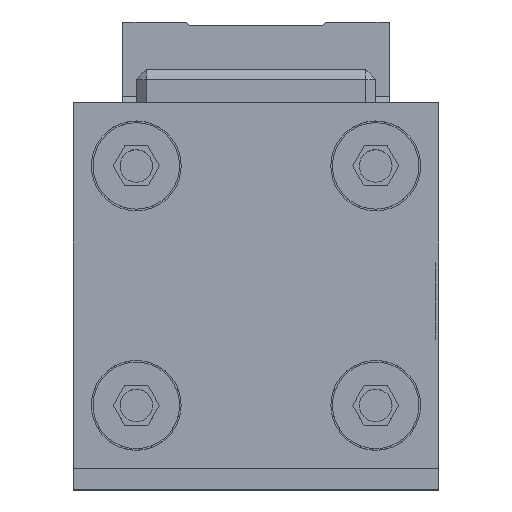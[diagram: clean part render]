
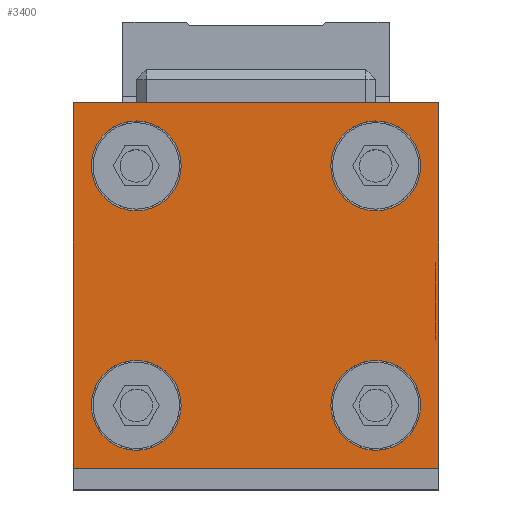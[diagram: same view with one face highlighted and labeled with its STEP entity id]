
A CAD part, top view. The second image highlights one B-rep face of the part: STEP entity #3400.
In plain terms, the highlighted planar face has unit normal (0, 0, 1).
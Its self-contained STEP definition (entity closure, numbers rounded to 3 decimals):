
#78=CIRCLE('',#3658,6.75);
#79=CIRCLE('',#3659,6.75);
#80=CIRCLE('',#3660,6.75);
#81=CIRCLE('',#3661,6.75);
#324=ORIENTED_EDGE('',*,*,#1178,.T.);
#325=ORIENTED_EDGE('',*,*,#1179,.T.);
#326=ORIENTED_EDGE('',*,*,#1180,.T.);
#327=ORIENTED_EDGE('',*,*,#1181,.T.);
#328=ORIENTED_EDGE('',*,*,#1121,.F.);
#329=ORIENTED_EDGE('',*,*,#1130,.F.);
#330=ORIENTED_EDGE('',*,*,#1112,.F.);
#331=ORIENTED_EDGE('',*,*,#1116,.F.);
#1112=EDGE_CURVE('',#1547,#1548,#1881,.T.);
#1116=EDGE_CURVE('',#1551,#1547,#1885,.T.);
#1121=EDGE_CURVE('',#1555,#1551,#1888,.T.);
#1130=EDGE_CURVE('',#1548,#1555,#1897,.T.);
#1178=EDGE_CURVE('',#1598,#1598,#78,.T.);
#1179=EDGE_CURVE('',#1599,#1599,#79,.T.);
#1180=EDGE_CURVE('',#1600,#1600,#80,.T.);
#1181=EDGE_CURVE('',#1601,#1601,#81,.T.);
#1547=VERTEX_POINT('',#5017);
#1548=VERTEX_POINT('',#5018);
#1551=VERTEX_POINT('',#5026);
#1555=VERTEX_POINT('',#5036);
#1598=VERTEX_POINT('',#5158);
#1599=VERTEX_POINT('',#5160);
#1600=VERTEX_POINT('',#5162);
#1601=VERTEX_POINT('',#5164);
#1881=LINE('',#5016,#2255);
#1885=LINE('',#5025,#2259);
#1888=LINE('',#5035,#2262);
#1897=LINE('',#5053,#2271);
#2255=VECTOR('',#4014,1000.);
#2259=VECTOR('',#4020,1000.);
#2262=VECTOR('',#4029,1000.);
#2271=VECTOR('',#4040,1000.);
#2616=EDGE_LOOP('',(#324));
#2617=EDGE_LOOP('',(#325));
#2618=EDGE_LOOP('',(#326));
#2619=EDGE_LOOP('',(#327));
#2620=EDGE_LOOP('',(#328,#329,#330,#331));
#2922=FACE_BOUND('',#2616,.T.);
#2923=FACE_BOUND('',#2617,.T.);
#2924=FACE_BOUND('',#2618,.T.);
#2925=FACE_BOUND('',#2619,.T.);
#2926=FACE_BOUND('',#2620,.T.);
#3215=PLANE('',#3657);
#3400=ADVANCED_FACE('',(#2922,#2923,#2924,#2925,#2926),#3215,.T.);
#3657=AXIS2_PLACEMENT_3D('',#5156,#4135,#4136);
#3658=AXIS2_PLACEMENT_3D('',#5157,#4137,#4138);
#3659=AXIS2_PLACEMENT_3D('',#5159,#4139,#4140);
#3660=AXIS2_PLACEMENT_3D('',#5161,#4141,#4142);
#3661=AXIS2_PLACEMENT_3D('',#5163,#4143,#4144);
#4014=DIRECTION('',(0.,1.,0.));
#4020=DIRECTION('',(-1.,0.,0.));
#4029=DIRECTION('',(0.,-1.,0.));
#4040=DIRECTION('',(1.,0.,0.));
#4135=DIRECTION('',(0.,0.,1.));
#4136=DIRECTION('',(1.,0.,0.));
#4137=DIRECTION('',(0.,0.,-1.));
#4138=DIRECTION('',(-1.,0.,0.));
#4139=DIRECTION('',(0.,0.,-1.));
#4140=DIRECTION('',(-1.,0.,0.));
#4141=DIRECTION('',(0.,0.,-1.));
#4142=DIRECTION('',(-1.,0.,0.));
#4143=DIRECTION('',(0.,0.,-1.));
#4144=DIRECTION('',(-1.,0.,0.));
#5016=CARTESIAN_POINT('',(-27.5,-31.2,1823.));
#5017=CARTESIAN_POINT('',(-27.5,-31.2,1823.));
#5018=CARTESIAN_POINT('',(-27.5,23.8,1823.));
#5025=CARTESIAN_POINT('',(27.5,-31.2,1823.));
#5026=CARTESIAN_POINT('',(27.5,-31.2,1823.));
#5035=CARTESIAN_POINT('',(27.5,23.8,1823.));
#5036=CARTESIAN_POINT('',(27.5,23.8,1823.));
#5053=CARTESIAN_POINT('',(-27.5,23.8,1823.));
#5156=CARTESIAN_POINT('',(0.,-3.7,1823.));
#5157=CARTESIAN_POINT('',(-18.,-21.7,1823.));
#5158=CARTESIAN_POINT('',(-24.75,-21.7,1823.));
#5159=CARTESIAN_POINT('',(18.,-21.7,1823.));
#5160=CARTESIAN_POINT('',(11.25,-21.7,1823.));
#5161=CARTESIAN_POINT('',(-18.,14.3,1823.));
#5162=CARTESIAN_POINT('',(-24.75,14.3,1823.));
#5163=CARTESIAN_POINT('',(18.,14.3,1823.));
#5164=CARTESIAN_POINT('',(11.25,14.3,1823.));
